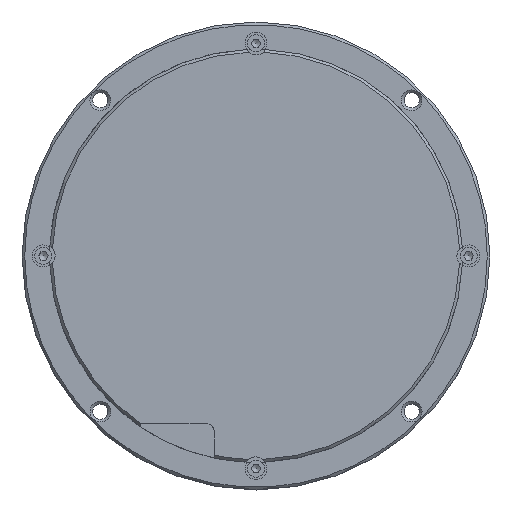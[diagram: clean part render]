
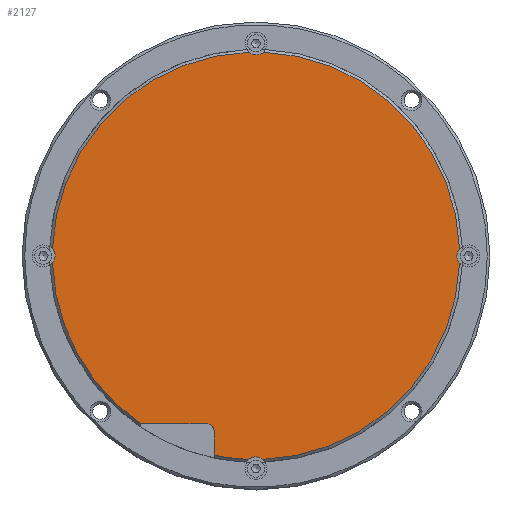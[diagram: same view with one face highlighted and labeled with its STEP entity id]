
A CAD part, top view. The second image highlights one B-rep face of the part: STEP entity #2127.
In plain terms, the highlighted planar face has unit normal (0, 0, 1).
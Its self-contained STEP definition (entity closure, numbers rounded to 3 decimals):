
#89=LINE($,#3291,#210);
#94=LINE($,#3336,#215);
#210=VECTOR($,#2694,23.893);
#215=VECTOR($,#2709,8.464);
#353=PLANE($,#2376);
#542=FACE_OUTER_BOUND($,#706,.T.);
#706=EDGE_LOOP($,(#1651,#1652,#1653,#1654,#1655,#1656,#1657,#1658,#1659,
#1660,#1661,#1662));
#854=CIRCLE($,#2328,3.);
#870=CIRCLE($,#2351,74.);
#871=CIRCLE($,#2353,74.);
#873=CIRCLE($,#2357,4.);
#875=CIRCLE($,#2361,4.);
#877=CIRCLE($,#2365,4.);
#879=CIRCLE($,#2369,4.);
#880=CIRCLE($,#2371,74.);
#881=CIRCLE($,#2373,74.);
#882=CIRCLE($,#2375,74.);
#978=VERTEX_POINT($,#3272);
#979=VERTEX_POINT($,#3274);
#985=VERTEX_POINT($,#3290);
#992=VERTEX_POINT($,#3332);
#1011=VERTEX_POINT($,#3380);
#1012=VERTEX_POINT($,#3387);
#1013=VERTEX_POINT($,#3396);
#1014=VERTEX_POINT($,#3405);
#1015=VERTEX_POINT($,#3414);
#1016=VERTEX_POINT($,#3419);
#1017=VERTEX_POINT($,#3428);
#1018=VERTEX_POINT($,#3433);
#1214=EDGE_CURVE($,#978,#979,#854,.T.);
#1222=EDGE_CURVE($,#985,#979,#89,.T.);
#1232=EDGE_CURVE($,#978,#992,#94,.T.);
#1253=EDGE_CURVE($,#985,#1011,#870,.T.);
#1256=EDGE_CURVE($,#1012,#992,#871,.T.);
#1258=EDGE_CURVE($,#1013,#1011,#873,.T.);
#1262=EDGE_CURVE($,#1012,#1014,#875,.T.);
#1265=EDGE_CURVE($,#1016,#1015,#877,.T.);
#1269=EDGE_CURVE($,#1018,#1017,#879,.T.);
#1271=EDGE_CURVE($,#1018,#1015,#880,.T.);
#1272=EDGE_CURVE($,#1016,#1014,#881,.T.);
#1273=EDGE_CURVE($,#1013,#1017,#882,.T.);
#1651=ORIENTED_EDGE($,*,*,#1232,.T.);
#1652=ORIENTED_EDGE($,*,*,#1256,.F.);
#1653=ORIENTED_EDGE($,*,*,#1262,.T.);
#1654=ORIENTED_EDGE($,*,*,#1272,.F.);
#1655=ORIENTED_EDGE($,*,*,#1265,.T.);
#1656=ORIENTED_EDGE($,*,*,#1271,.F.);
#1657=ORIENTED_EDGE($,*,*,#1269,.T.);
#1658=ORIENTED_EDGE($,*,*,#1273,.F.);
#1659=ORIENTED_EDGE($,*,*,#1258,.T.);
#1660=ORIENTED_EDGE($,*,*,#1253,.F.);
#1661=ORIENTED_EDGE($,*,*,#1222,.T.);
#1662=ORIENTED_EDGE($,*,*,#1214,.F.);
#2127=ADVANCED_FACE($,(#542),#353,.F.);
#2328=AXIS2_PLACEMENT_3D($,#3275,#2679,#2680);
#2351=AXIS2_PLACEMENT_3D($,#3381,#2745,#2746);
#2353=AXIS2_PLACEMENT_3D($,#3392,#2749,#2750);
#2357=AXIS2_PLACEMENT_3D($,#3397,#2757,#2758);
#2361=AXIS2_PLACEMENT_3D($,#3410,#2765,#2766);
#2365=AXIS2_PLACEMENT_3D($,#3420,#2773,#2774);
#2369=AXIS2_PLACEMENT_3D($,#3434,#2781,#2782);
#2371=AXIS2_PLACEMENT_3D($,#3440,#2785,#2786);
#2373=AXIS2_PLACEMENT_3D($,#3442,#2789,#2790);
#2375=AXIS2_PLACEMENT_3D($,#3444,#2793,#2794);
#2376=AXIS2_PLACEMENT_3D($,#3445,#2795,#2796);
#2679=DIRECTION('center_axis',(0.,0.,
1.));
#2680=DIRECTION('ref_axis',(0.708,0.706,0.));
#2694=DIRECTION($,(1.,-0.002,0.));
#2709=DIRECTION($,(-0.002,-1.,0.));
#2745=DIRECTION('center_axis',(0.,0.,
-1.));
#2746=DIRECTION('ref_axis',(-1.,0.002,0.));
#2749=DIRECTION('center_axis',(0.,0.,
-1.));
#2750=DIRECTION('ref_axis',(-1.,0.002,0.));
#2757=DIRECTION('center_axis',(0.,0.,
-1.));
#2758=DIRECTION('ref_axis',(-1.,0.002,0.));
#2765=DIRECTION('center_axis',(0.,0.,
-1.));
#2766=DIRECTION('ref_axis',(-1.,0.002,0.));
#2773=DIRECTION('center_axis',(0.,0.,
-1.));
#2774=DIRECTION('ref_axis',(-1.,0.002,0.));
#2781=DIRECTION('center_axis',(0.,0.,
-1.));
#2782=DIRECTION('ref_axis',(-1.,0.002,0.));
#2785=DIRECTION('center_axis',(0.,0.,
-1.));
#2786=DIRECTION('ref_axis',(-1.,0.002,0.));
#2789=DIRECTION('center_axis',(0.,0.,
-1.));
#2790=DIRECTION('ref_axis',(-1.,0.002,0.));
#2793=DIRECTION('center_axis',(0.,0.,
-1.));
#2794=DIRECTION('ref_axis',(-1.,0.002,0.));
#2795=DIRECTION('center_axis',(0.,0.,
-1.));
#2796=DIRECTION('ref_axis',(-1.,0.002,0.));
#3272=CARTESIAN_POINT('',(-15.099,-63.977,47.));
#3274=CARTESIAN_POINT('',(-18.094,-60.972,47.));
#3275=CARTESIAN_POINT('Origin',(-18.099,-63.972,47.));
#3290=CARTESIAN_POINT('',(-41.987,-60.935,47.));
#3291=CARTESIAN_POINT($,(-7.594,-60.988,47.));
#3332=CARTESIAN_POINT('',(-15.112,-72.441,47.));
#3336=CARTESIAN_POINT($,(-15.068,-44.006,47.));
#3380=CARTESIAN_POINT('',(-73.958,-2.479,47.));
#3381=CARTESIAN_POINT('Origin',(0.,0.,
47.));
#3387=CARTESIAN_POINT('',(-2.708,-73.95,47.));
#3392=CARTESIAN_POINT('Origin',(0.,0.,
47.));
#3396=CARTESIAN_POINT('',(-73.95,2.708,47.));
#3397=CARTESIAN_POINT('Origin',(-77.,0.119,47.));
#3405=CARTESIAN_POINT('',(2.479,-73.958,47.));
#3410=CARTESIAN_POINT('Origin',(-0.119,-77.,47.));
#3414=CARTESIAN_POINT('',(73.958,2.479,47.));
#3419=CARTESIAN_POINT('',(73.95,-2.708,47.));
#3420=CARTESIAN_POINT('Origin',(77.,-0.119,47.));
#3428=CARTESIAN_POINT('',(-2.479,73.958,47.));
#3433=CARTESIAN_POINT('',(2.708,73.95,47.));
#3434=CARTESIAN_POINT('Origin',(0.119,77.,47.));
#3440=CARTESIAN_POINT('Origin',(0.,0.,
47.));
#3442=CARTESIAN_POINT('Origin',(0.,0.,
47.));
#3444=CARTESIAN_POINT('Origin',(0.,0.,
47.));
#3445=CARTESIAN_POINT('Origin',(0.,0.,
47.));
